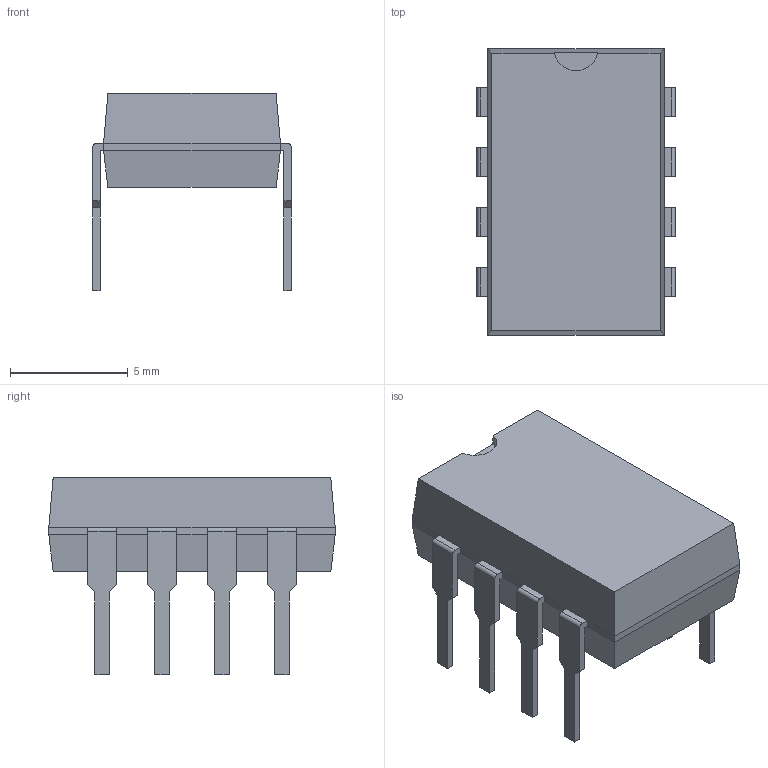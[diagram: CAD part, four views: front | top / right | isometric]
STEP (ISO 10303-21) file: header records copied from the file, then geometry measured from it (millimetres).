
FILE_DESCRIPTION(('FreeCAD Model'),'2;1');
FILE_NAME('189002.4.1.stp','2020-04-07T22:24:11',( 'Author'),(''),'Open CASCADE STEP processor 6.9','FreeCAD','Unknown' );
FILE_SCHEMA(('AUTOMOTIVE_DESIGN { 1 0 10303 214 1 1 1 1 }'));
Length unit declared in the file: millimetre
Products named in the file (3): ASSEMBLY; Body; PinsArrayLR
Assembly tree (2 placements, depth 2):
  ASSEMBLY
    Body
    PinsArrayLR
Bounding box: 8.4 x 12.14 x 8.35 mm (x, y, z)
Volume: 361.7 mm3; surface area: 446.6 mm2
Topology: 9 solids, 9 shells, 120 faces, 298 edges, 196 vertices
Faces by surface type: plane 111, cylinder 9
Entity records: 7521 total; most frequent: CARTESIAN_POINT 1279, DIRECTION 1148, LINE 850, VECTOR 850, ORIENTED_EDGE 596, PCURVE 596, DEFINITIONAL_REPRESENTATION 596, EDGE_CURVE 298
